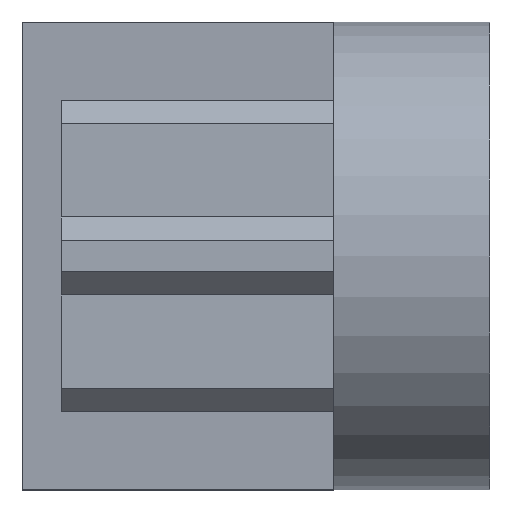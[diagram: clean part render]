
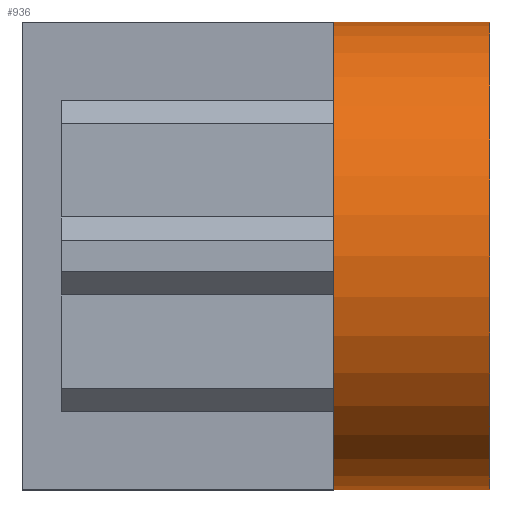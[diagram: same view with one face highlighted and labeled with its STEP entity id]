
A CAD part, left-side view. The second image highlights one B-rep face of the part: STEP entity #936.
In plain terms, the highlighted cylindrical face has radius 3 mm (diameter 6 mm), a partial arc.
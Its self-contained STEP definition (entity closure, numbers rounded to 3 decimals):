
#15=CYLINDRICAL_SURFACE('',#999,3.);
#21=CIRCLE('',#995,3.);
#22=CIRCLE('',#1000,3.);
#54=FACE_OUTER_BOUND('',#103,.T.);
#103=EDGE_LOOP('',(#777,#778,#779,#780));
#225=LINE('',#1464,#353);
#235=LINE('',#1481,#363);
#353=VECTOR('',#1184,10.);
#363=VECTOR('',#1198,10.);
#452=VERTEX_POINT('',#1451);
#453=VERTEX_POINT('',#1453);
#455=VERTEX_POINT('',#1463);
#460=VERTEX_POINT('',#1479);
#564=EDGE_CURVE('',#452,#453,#21,.T.);
#571=EDGE_CURVE('',#453,#455,#225,.T.);
#581=EDGE_CURVE('',#452,#460,#235,.T.);
#582=EDGE_CURVE('',#455,#460,#22,.T.);
#777=ORIENTED_EDGE('',*,*,#564,.F.);
#778=ORIENTED_EDGE('',*,*,#581,.T.);
#779=ORIENTED_EDGE('',*,*,#582,.F.);
#780=ORIENTED_EDGE('',*,*,#571,.F.);
#936=ADVANCED_FACE('',(#54),#15,.T.);
#995=AXIS2_PLACEMENT_3D('',#1454,#1174,#1175);
#999=AXIS2_PLACEMENT_3D('',#1482,#1199,#1200);
#1000=AXIS2_PLACEMENT_3D('',#1483,#1201,#1202);
#1174=DIRECTION('center_axis',(0.,1.,0.));
#1175=DIRECTION('ref_axis',(1.,0.,0.));
#1184=DIRECTION('',(0.,-1.,0.));
#1198=DIRECTION('',(0.,-1.,0.));
#1199=DIRECTION('center_axis',(0.,-1.,0.));
#1200=DIRECTION('ref_axis',(-1.,0.,0.));
#1201=DIRECTION('center_axis',(0.,-1.,0.));
#1202=DIRECTION('ref_axis',(1.,0.,0.));
#1451=CARTESIAN_POINT('',(-57.15,0.,-3.));
#1453=CARTESIAN_POINT('',(-57.15,0.,3.));
#1454=CARTESIAN_POINT('Origin',(-57.15,0.,0.));
#1463=CARTESIAN_POINT('',(-57.15,-2.,3.));
#1464=CARTESIAN_POINT('',(-57.15,0.,3.));
#1479=CARTESIAN_POINT('',(-57.15,-2.,-3.));
#1481=CARTESIAN_POINT('',(-57.15,0.,-3.));
#1482=CARTESIAN_POINT('Origin',(-57.15,0.,0.));
#1483=CARTESIAN_POINT('Origin',(-57.15,-2.,0.));
